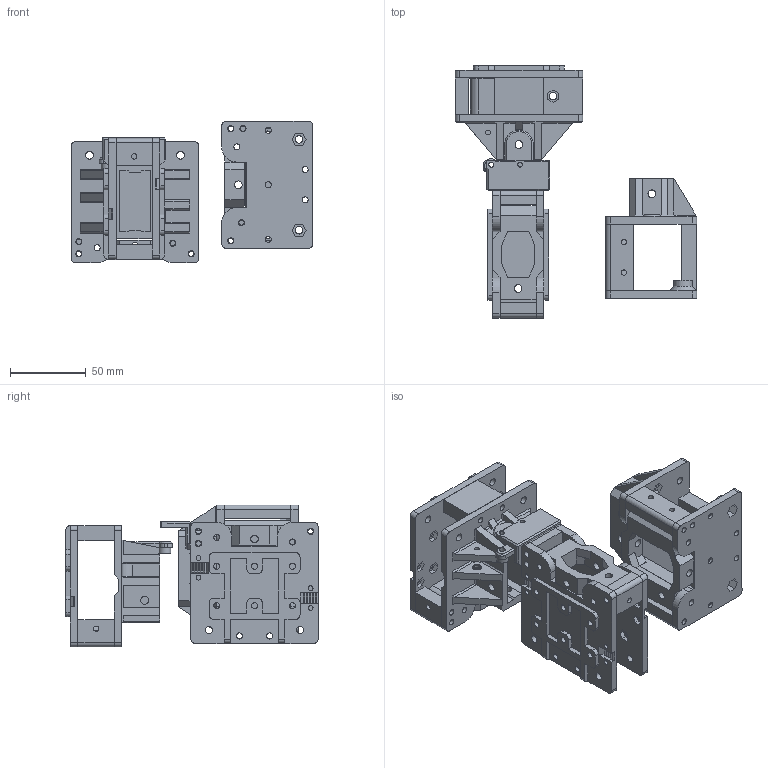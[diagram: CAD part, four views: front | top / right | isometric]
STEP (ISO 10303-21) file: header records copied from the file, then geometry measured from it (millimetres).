
FILE_DESCRIPTION(/* description */ (''),/* implementation_level */ '2;1');
FILE_NAME(/* name */ 'm-bot-xyz v2.step',/* time_stamp */ '2017-03-18T01:59:11+01:00',/* author */ (''),/* organization */ (''),/* preprocessor_version */ 'ST-DEVELOPER v16.5',/* originating_system */ 'Autodesk Translation Framework v5.2.0.2920',/* authorisation */ '');
FILE_SCHEMA (('AUTOMOTIVE_DESIGN { 1 0 10303 214 3 1 1 }'));
Length unit declared in the file: millimetre
Products named in the file (21): m-bot-xyz v2; M-Bot-X v12; xc; xc_p1 (1); xc_p5 (1); Component9 (1); yc; M-Bot-Y; xc (1); xc_p1; xc_p5; Component9; xy_p2_1_R; endstopX; endstopX2; xc-4020; xc_p1w; xc_p5w; xc_p4w; xc_p2_1_Rm2v2; Component16
Assembly tree (20 placements, depth 5):
  m-bot-xyz v2
    M-Bot-X v12
      xc
        xc_p1 (1)
        xc_p5 (1)
        Component9 (1)
    yc
      M-Bot-Y
        xc (1)
          xc_p1
          xc_p5
          Component9
        xy_p2_1_R
      endstopX
      endstopX2
    xc-4020
      xc_p1w
      xc_p5w
      xc_p4w
      xc_p2_1_Rm2v2
      Component16
Bounding box: 159.25 x 166.5 x 93.53 mm (x, y, z)
Volume: 330697.6 mm3; surface area: 165460.9 mm2
Topology: 20 solids, 21 shells, 1314 faces, 3462 edges, 2270 vertices
Faces by surface type: plane 1031, cylinder 265, cone 18
Full cylindrical faces by diameter (mm): 3.2 x18, 3.289 x1, 3.5 x27, 4 x76, 5 x26, 5.2 x12, 8 x1, 12 x2
Entity records: 39899 total; most frequent: CARTESIAN_POINT 6868, DIRECTION 6521, ORIENTED_EDGE 6512, EDGE_CURVE 3256, LINE 2683, VECTOR 2683, VERTEX_POINT 2236, AXIS2_PLACEMENT_3D 1919
